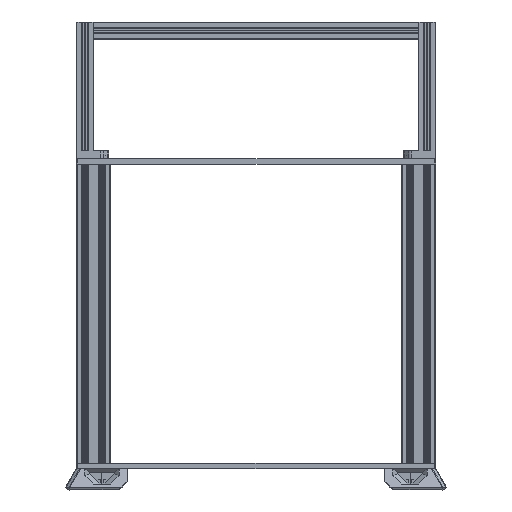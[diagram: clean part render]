
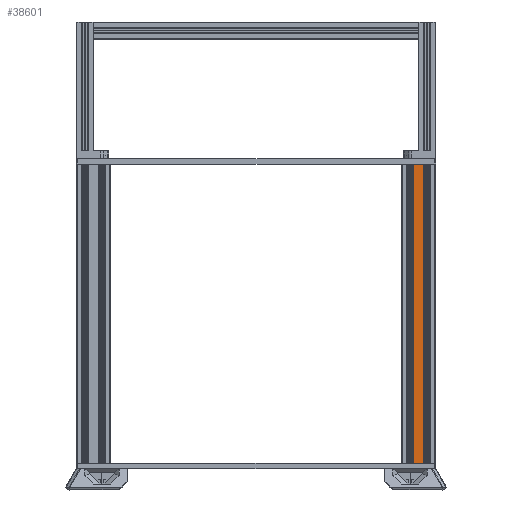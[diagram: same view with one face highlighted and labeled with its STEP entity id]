
A CAD part, front view. The second image highlights one B-rep face of the part: STEP entity #38601.
In plain terms, the highlighted planar face has unit normal (0, -1, 0).
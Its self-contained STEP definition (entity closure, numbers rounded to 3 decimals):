
#337 = EDGE_CURVE ( 'NONE', #17289, #26889, #2477, .T. ) ;
#1492 = CARTESIAN_POINT ( 'NONE',  ( -6.1, -10., 0. ) ) ;
#2215 = CARTESIAN_POINT ( 'NONE',  ( -6.1, -10., 0. ) ) ;
#2477 = LINE ( 'NONE', #25349, #14963 ) ;
#3523 = DIRECTION ( 'NONE',  ( 0., 1., 0. ) ) ;
#3714 = ORIENTED_EDGE ( 'NONE', *, *, #36071, .T. ) ;
#4505 = VECTOR ( 'NONE', #32849, 1000. ) ;
#5028 = ORIENTED_EDGE ( 'NONE', *, *, #41975, .F. ) ;
#8964 = ORIENTED_EDGE ( 'NONE', *, *, #337, .F. ) ;
#10284 = DIRECTION ( 'NONE',  ( 0., 0., -1. ) ) ;
#10853 = CARTESIAN_POINT ( 'NONE',  ( -6.1, -10., 350. ) ) ;
#11753 = AXIS2_PLACEMENT_3D ( 'NONE', #26618, #3523, #40723 ) ;
#12488 = PLANE ( 'NONE',  #11753 ) ;
#13621 = LINE ( 'NONE', #37165, #36668 ) ;
#14884 = VERTEX_POINT ( 'NONE', #32685 ) ;
#14963 = VECTOR ( 'NONE', #42806, 1000. ) ;
#16247 = ORIENTED_EDGE ( 'NONE', *, *, #21739, .T. ) ;
#16669 = EDGE_LOOP ( 'NONE', ( #3714, #8964, #5028, #16247 ) ) ;
#17289 = VERTEX_POINT ( 'NONE', #31934 ) ;
#17593 = LINE ( 'NONE', #10853, #27022 ) ;
#21739 = EDGE_CURVE ( 'NONE', #14884, #25569, #13621, .T. ) ;
#25349 = CARTESIAN_POINT ( 'NONE',  ( 6.1, -10., 350. ) ) ;
#25569 = VERTEX_POINT ( 'NONE', #2215 ) ;
#25692 = LINE ( 'NONE', #1492, #4505 ) ;
#26618 = CARTESIAN_POINT ( 'NONE',  ( -6.1, -10., 350. ) ) ;
#26889 = VERTEX_POINT ( 'NONE', #38255 ) ;
#27022 = VECTOR ( 'NONE', #31474, 1000. ) ;
#31474 = DIRECTION ( 'NONE',  ( 1., 0., 0. ) ) ;
#31934 = CARTESIAN_POINT ( 'NONE',  ( 6.1, -10., 350. ) ) ;
#32685 = CARTESIAN_POINT ( 'NONE',  ( -6.1, -10., 350. ) ) ;
#32849 = DIRECTION ( 'NONE',  ( 1., 0., 0. ) ) ;
#36071 = EDGE_CURVE ( 'NONE', #25569, #26889, #25692, .T. ) ;
#36252 = FACE_OUTER_BOUND ( 'NONE', #16669, .T. ) ;
#36668 = VECTOR ( 'NONE', #10284, 1000. ) ;
#37165 = CARTESIAN_POINT ( 'NONE',  ( -6.1, -10., 350. ) ) ;
#38255 = CARTESIAN_POINT ( 'NONE',  ( 6.1, -10., 0. ) ) ;
#38601 = ADVANCED_FACE ( 'cFace2', ( #36252 ), #12488, .F. ) ;
#40723 = DIRECTION ( 'NONE',  ( 0., 0., 1. ) ) ;
#41975 = EDGE_CURVE ( 'NONE', #14884, #17289, #17593, .T. ) ;
#42806 = DIRECTION ( 'NONE',  ( 0., 0., -1. ) ) ;
